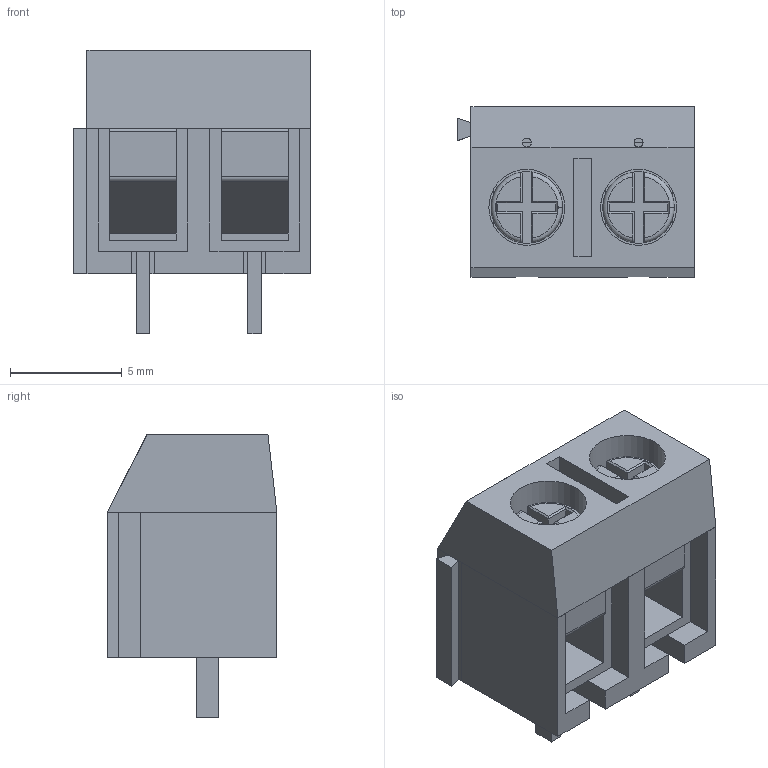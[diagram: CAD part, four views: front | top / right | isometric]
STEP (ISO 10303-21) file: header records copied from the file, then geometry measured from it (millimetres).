
FILE_DESCRIPTION(('FreeCAD Model'),'2;1');
FILE_NAME('terminal_block_blue.step','2019-02-25T22:55:50',('Author'),(''), 'Open CASCADE STEP processor 7.3','FreeCAD','Unknown');
FILE_SCHEMA(('AUTOMOTIVE_DESIGN { 1 0 10303 214 1 1 1 1 }'));
Length unit declared in the file: millimetre
Products named in the file (8): Body_bottom_plastic; Body_top_plastic; Body_tighter; Body003; Body004; Body_tighter001; Body_screw1; Body_screw2
Bounding box: 10.6 x 7.6 x 12.7 mm (x, y, z)
Volume: 484 mm3; surface area: 1400.9 mm2
Topology: 8 solids, 8 shells, 182 faces, 464 edges, 300 vertices
Faces by surface type: plane 152, cylinder 16, bspline 8, torus 6
Full cylindrical faces by diameter (mm): 0.4 x2, 2 x2, 2.5 x4, 3.2 x2, 3.4 x2
Entity records: 12276 total; most frequent: CARTESIAN_POINT 2787, DIRECTION 1694, LINE 1192, VECTOR 1192, ORIENTED_EDGE 928, PCURVE 928, DEFINITIONAL_REPRESENTATION 928, EDGE_CURVE 464
